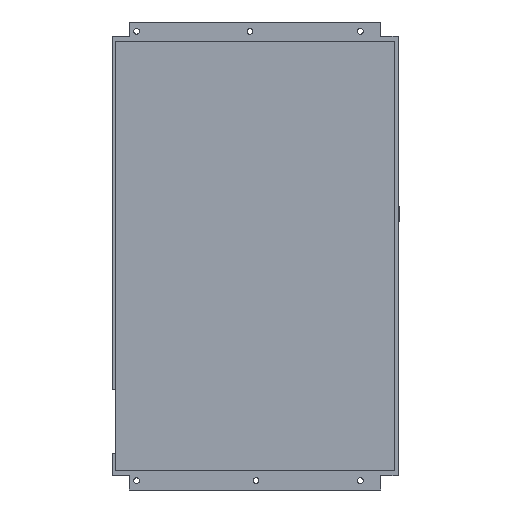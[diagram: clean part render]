
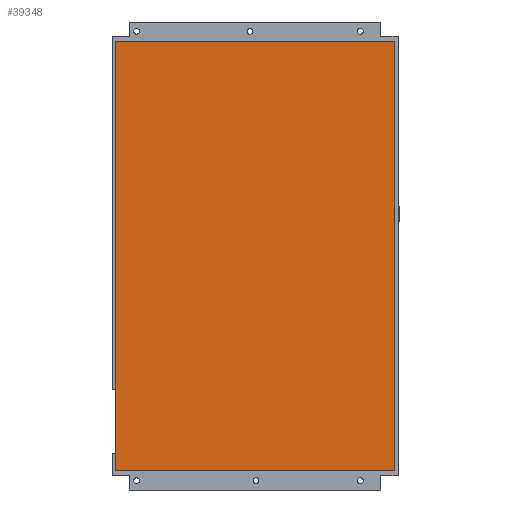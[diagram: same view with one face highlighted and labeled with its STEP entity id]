
A CAD part, front view. The second image highlights one B-rep face of the part: STEP entity #39348.
In plain terms, the highlighted planar face has unit normal (0, -1, 0).
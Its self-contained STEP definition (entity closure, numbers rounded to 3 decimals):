
#918=FACE_OUTER_BOUND('',#3102,.T.);
#3102=EDGE_LOOP('',(#24926,#24927,#24928,#24929));
#5436=LINE('',#55133,#10596);
#5437=LINE('',#55135,#10597);
#5438=LINE('',#55137,#10598);
#5439=LINE('',#55138,#10599);
#10596=VECTOR('',#44838,10.);
#10597=VECTOR('',#44839,10.);
#10598=VECTOR('',#44840,10.);
#10599=VECTOR('',#44841,10.);
#15714=VERTEX_POINT('',#55131);
#15715=VERTEX_POINT('',#55132);
#15716=VERTEX_POINT('',#55134);
#15717=VERTEX_POINT('',#55136);
#19217=EDGE_CURVE('',#15714,#15715,#5436,.T.);
#19218=EDGE_CURVE('',#15715,#15716,#5437,.T.);
#19219=EDGE_CURVE('',#15716,#15717,#5438,.T.);
#19220=EDGE_CURVE('',#15717,#15714,#5439,.T.);
#24926=ORIENTED_EDGE('',*,*,#19217,.T.);
#24927=ORIENTED_EDGE('',*,*,#19218,.T.);
#24928=ORIENTED_EDGE('',*,*,#19219,.T.);
#24929=ORIENTED_EDGE('',*,*,#19220,.T.);
#35753=PLANE('',#42055);
#39348=ADVANCED_FACE('',(#918),#35753,.T.);
#42055=AXIS2_PLACEMENT_3D('',#55130,#44836,#44837);
#44836=DIRECTION('center_axis',(0.,-1.,0.));
#44837=DIRECTION('ref_axis',(0.,0.,-1.));
#44838=DIRECTION('',(-1.,0.,0.));
#44839=DIRECTION('',(0.,0.,-1.));
#44840=DIRECTION('',(1.,0.,0.));
#44841=DIRECTION('',(0.,0.,1.));
#55130=CARTESIAN_POINT('Origin',(-75.4,-1.,-115.75));
#55131=CARTESIAN_POINT('',(0.,-1.,0.));
#55132=CARTESIAN_POINT('',(-150.8,-1.,0.));
#55133=CARTESIAN_POINT('',(0.,-1.,0.));
#55134=CARTESIAN_POINT('',(-150.8,-1.,-231.5));
#55135=CARTESIAN_POINT('',(-150.8,-1.,0.));
#55136=CARTESIAN_POINT('',(0.,-1.,-231.5));
#55137=CARTESIAN_POINT('',(-150.8,-1.,-231.5));
#55138=CARTESIAN_POINT('',(0.,-1.,-231.5));
